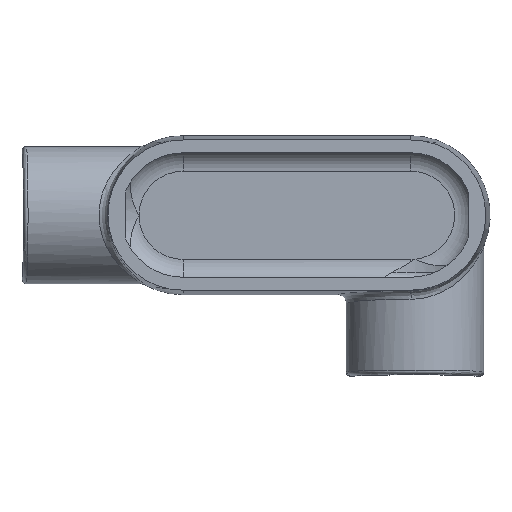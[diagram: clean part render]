
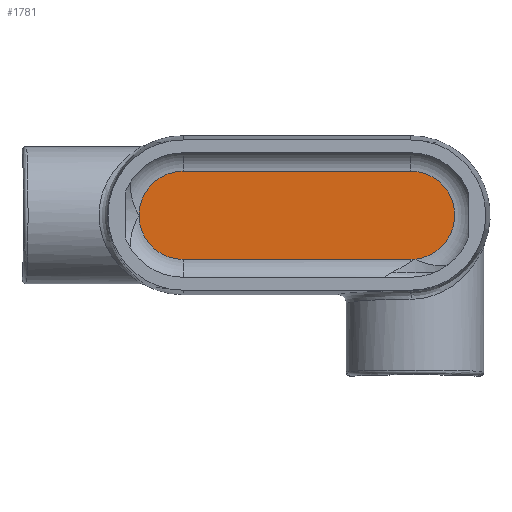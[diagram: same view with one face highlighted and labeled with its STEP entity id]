
A CAD part, top view. The second image highlights one B-rep face of the part: STEP entity #1781.
In plain terms, the highlighted planar face has unit normal (0, 0, 1).
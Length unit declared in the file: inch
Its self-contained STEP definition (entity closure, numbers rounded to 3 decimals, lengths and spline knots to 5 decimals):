
#137=PLANE('',#1997);
#238=FACE_OUTER_BOUND('',#342,.T.);
#342=EDGE_LOOP('',(#1491,#1492,#1493,#1494,#1495,#1496));
#471=LINE('',#2967,#554);
#507=LINE('',#4743,#590);
#554=VECTOR('',#2221,3.312);
#590=VECTOR('',#2453,3.312);
#628=CIRCLE('',#1894,0.64191);
#631=CIRCLE('',#1898,0.64191);
#657=CIRCLE('',#1990,0.64191);
#659=CIRCLE('',#1993,0.64191);
#765=VERTEX_POINT('',#2915);
#767=VERTEX_POINT('',#2927);
#768=VERTEX_POINT('',#2945);
#770=VERTEX_POINT('',#2966);
#831=VERTEX_POINT('',#4528);
#844=VERTEX_POINT('',#4733);
#958=EDGE_CURVE('',#765,#767,#628,.F.);
#962=EDGE_CURVE('',#768,#765,#631,.F.);
#965=EDGE_CURVE('',#767,#770,#471,.T.);
#1080=EDGE_CURVE('',#831,#844,#657,.F.);
#1082=EDGE_CURVE('',#770,#831,#659,.F.);
#1085=EDGE_CURVE('',#844,#768,#507,.T.);
#1491=ORIENTED_EDGE('',*,*,#958,.F.);
#1492=ORIENTED_EDGE('',*,*,#962,.F.);
#1493=ORIENTED_EDGE('',*,*,#1085,.F.);
#1494=ORIENTED_EDGE('',*,*,#1080,.F.);
#1495=ORIENTED_EDGE('',*,*,#1082,.F.);
#1496=ORIENTED_EDGE('',*,*,#965,.F.);
#1781=ADVANCED_FACE('',(#238),#137,.T.);
#1894=AXIS2_PLACEMENT_3D('',#2928,#2209,#2210);
#1898=AXIS2_PLACEMENT_3D('',#2947,#2217,#2218);
#1990=AXIS2_PLACEMENT_3D('',#4734,#2436,#2437);
#1993=AXIS2_PLACEMENT_3D('',#4737,#2442,#2443);
#1997=AXIS2_PLACEMENT_3D('',#4742,#2451,#2452);
#2209=DIRECTION('center_axis',(0.,0.,1.));
#2210=DIRECTION('ref_axis',(1.,0.,0.));
#2217=DIRECTION('center_axis',(0.,0.,1.));
#2218=DIRECTION('ref_axis',(1.,0.,0.));
#2221=DIRECTION('',(-1.,0.,0.));
#2436=DIRECTION('center_axis',(0.,0.,1.));
#2437=DIRECTION('ref_axis',(1.,0.,0.));
#2442=DIRECTION('center_axis',(0.,0.,1.));
#2443=DIRECTION('ref_axis',(1.,0.,0.));
#2451=DIRECTION('center_axis',(0.,0.,1.));
#2452=DIRECTION('ref_axis',(1.,0.,0.));
#2453=DIRECTION('',(1.,0.,0.));
#2915=CARTESIAN_POINT('',(1.71983,-0.63873,-0.9065));
#2927=CARTESIAN_POINT('',(1.656,-0.64191,-0.9065));
#2928=CARTESIAN_POINT('Origin',(1.656,0.,-0.9065));
#2945=CARTESIAN_POINT('',(1.656,0.64191,-0.9065));
#2947=CARTESIAN_POINT('Origin',(1.656,0.,-0.9065));
#2966=CARTESIAN_POINT('',(-1.656,-0.64191,-0.9065));
#2967=CARTESIAN_POINT('',(1.656,-0.64191,-0.9065));
#4528=CARTESIAN_POINT('',(-2.29791,0.,-0.9065));
#4733=CARTESIAN_POINT('',(-1.656,0.64191,-0.9065));
#4734=CARTESIAN_POINT('Origin',(-1.656,0.,-0.9065));
#4737=CARTESIAN_POINT('Origin',(-1.656,0.,-0.9065));
#4742=CARTESIAN_POINT('Origin',(1.656,0.,-0.9065));
#4743=CARTESIAN_POINT('',(-1.656,0.64191,-0.9065));
